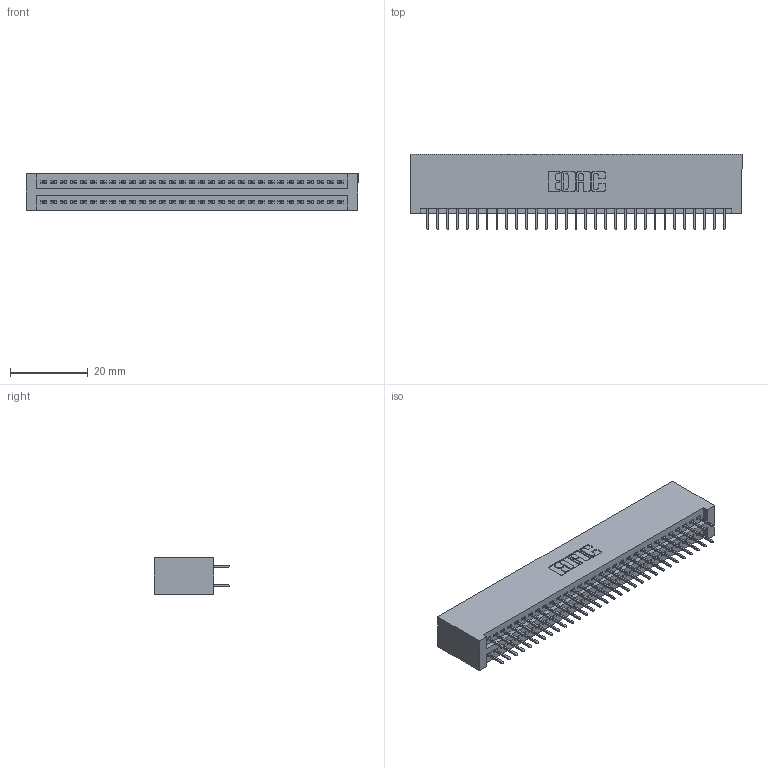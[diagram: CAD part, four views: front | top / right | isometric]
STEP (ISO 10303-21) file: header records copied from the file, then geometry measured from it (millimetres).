
FILE_DESCRIPTION (( 'STEP AP203' ), '1' );
FILE_NAME ('395-062-524-201.STEP', '2019-10-23T15:47:02', ( '' ), ( '' ), 'SwSTEP 2.0', 'SolidWorks 2016', '' );
FILE_SCHEMA (( 'CONFIG_CONTROL_DESIGN' ));
Length unit declared in the file: inch
Products named in the file (3): 345 Part_No Mounting Lugs; 345-292-001_345-293-124; 395-062-524-201
Assembly tree (63 placements, depth 2):
  395-062-524-201
    345 Part_No Mounting Lugs
    345-292-001_345-293-124  x62
Bounding box: 85.34 x 19.35 x 9.4 mm (x, y, z)
Volume: 8710.4 mm3; surface area: 12717.9 mm2
Topology: 63 solids, 63 shells, 3466 faces, 9803 edges, 6286 vertices
Faces by surface type: plane 2494, cylinder 972
Entity records: 25601 total; most frequent: CARTESIAN_POINT 4300, ORIENTED_EDGE 4234, DIRECTION 3801, EDGE_CURVE 2117, VECTOR 1873, LINE 1873, VERTEX_POINT 1406, AXIS2_PLACEMENT_3D 964
